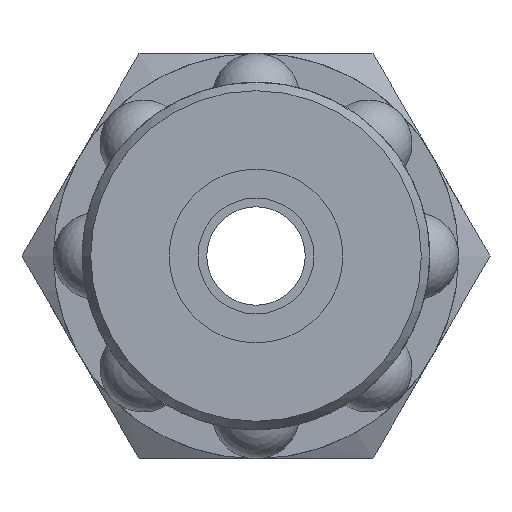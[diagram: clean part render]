
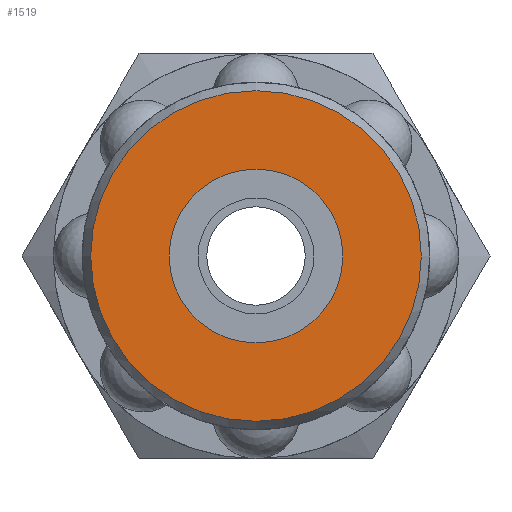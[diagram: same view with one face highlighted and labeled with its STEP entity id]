
A CAD part, left-side view. The second image highlights one B-rep face of the part: STEP entity #1519.
In plain terms, the highlighted planar face has unit normal (-1, 0, 0).
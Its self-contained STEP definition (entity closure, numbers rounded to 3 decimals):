
#207=PLANE('',#1764);
#225=FACE_BOUND('',#447,.T.);
#327=FACE_OUTER_BOUND('',#446,.T.);
#446=EDGE_LOOP('',(#1351));
#447=EDGE_LOOP('',(#1352));
#528=CIRCLE('',#1679,3.);
#579=CIRCLE('',#1765,5.711);
#666=VERTEX_POINT('',#2776);
#718=VERTEX_POINT('',#3122);
#854=EDGE_CURVE('',#666,#666,#528,.T.);
#937=EDGE_CURVE('',#718,#718,#579,.T.);
#1351=ORIENTED_EDGE('',*,*,#937,.F.);
#1352=ORIENTED_EDGE('',*,*,#854,.T.);
#1519=ADVANCED_FACE('',(#327,#225),#207,.T.);
#1679=AXIS2_PLACEMENT_3D('',#2777,#2066,#2067);
#1764=AXIS2_PLACEMENT_3D('',#3121,#2252,#2253);
#1765=AXIS2_PLACEMENT_3D('',#3123,#2254,#2255);
#2066=DIRECTION('center_axis',(1.,0.,0.));
#2067=DIRECTION('ref_axis',(0.,-1.,0.));
#2252=DIRECTION('center_axis',(-1.,0.,0.));
#2253=DIRECTION('ref_axis',(0.,0.,1.));
#2254=DIRECTION('center_axis',(1.,0.,0.));
#2255=DIRECTION('ref_axis',(0.,-1.,0.));
#2776=CARTESIAN_POINT('',(-17.,-3.,0.));
#2777=CARTESIAN_POINT('Origin',(-17.,0.,0.));
#3121=CARTESIAN_POINT('Origin',(-17.,-2.856,0.));
#3122=CARTESIAN_POINT('',(-17.,-5.711,0.));
#3123=CARTESIAN_POINT('Origin',(-17.,0.,0.));
